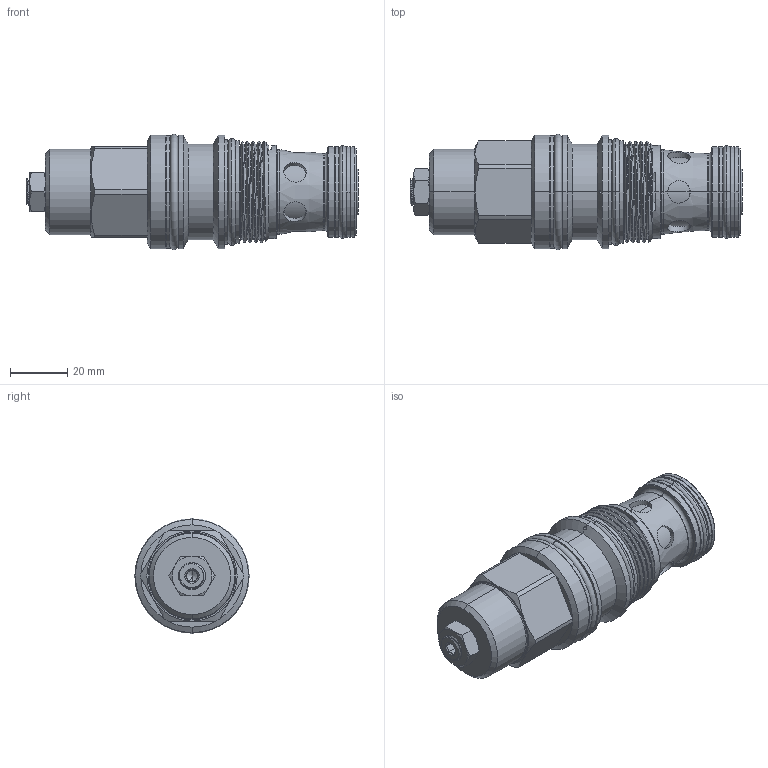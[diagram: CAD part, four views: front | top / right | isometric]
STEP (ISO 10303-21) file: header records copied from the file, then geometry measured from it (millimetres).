
FILE_DESCRIPTION (( 'STEP AP203' ), '1' );
FILE_NAME ('CB17A3B(3D)(3J)-L.STEP', '2020-04-08T06:19:48', ( '' ), ( '' ), 'SwSTEP 2.0', 'SolidWorks 2018', '' );
FILE_SCHEMA (( 'CONFIG_CONTROL_DESIGN' ));
Length unit declared in the file: millimetre
Products named in the file (1): CB17A3B(3D)(3J)-L
Bounding box: 116.32 x 40.39 x 40.39 mm (x, y, z)
Volume: 93181 mm3; surface area: 22456.9 mm2
Topology: 5 solids, 5 shells, 250 faces, 568 edges, 345 vertices
Faces by surface type: cylinder 111, plane 56, cone 55, torus 22, bspline 6
Entity records: 9996 total; most frequent: CARTESIAN_POINT 4419, DIRECTION 1180, ORIENTED_EDGE 1132, EDGE_CURVE 566, AXIS2_PLACEMENT_3D 501, VERTEX_POINT 345, EDGE_LOOP 277, CIRCLE 256
